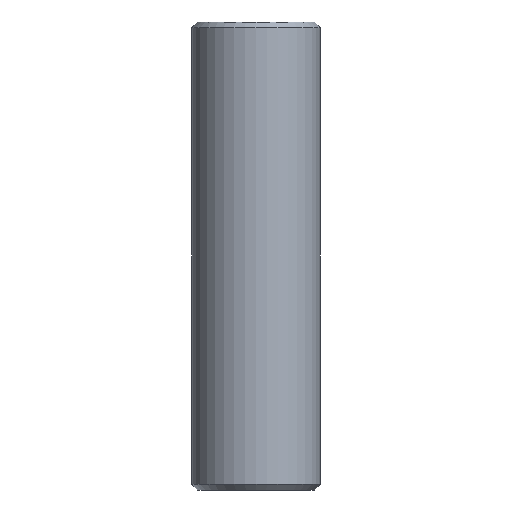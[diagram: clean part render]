
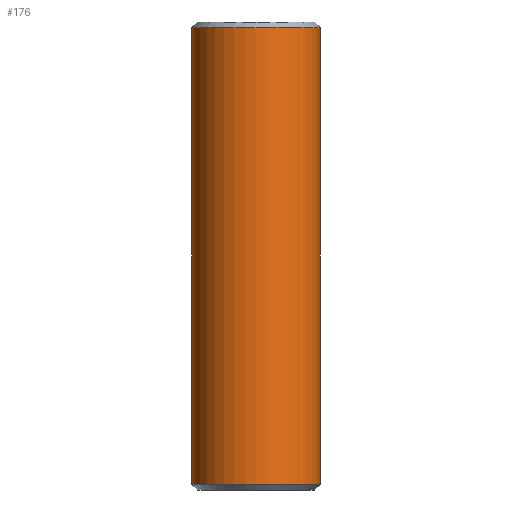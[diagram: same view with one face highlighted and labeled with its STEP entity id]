
A CAD part, front view. The second image highlights one B-rep face of the part: STEP entity #176.
In plain terms, the highlighted cylindrical face has radius 5.5 mm (diameter 11 mm), a partial arc.
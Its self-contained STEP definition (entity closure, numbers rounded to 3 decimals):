
#17 = EDGE_CURVE ( 'NONE', #339, #342, #102, .T. ) ;
#21 = EDGE_CURVE ( 'NONE', #339, #340, #112, .T. ) ;
#23 = AXIS2_PLACEMENT_3D ( 'NONE', #199, #200, #201 ) ;
#24 = AXIS2_PLACEMENT_3D ( 'NONE', #202, #276, #277 ) ;
#27 = EDGE_CURVE ( 'NONE', #340, #341, #111, .T. ) ;
#28 = EDGE_CURVE ( 'NONE', #341, #342, #114, .T. ) ;
#58 = ORIENTED_EDGE ( 'NONE', *, *, #17, .F. ) ;
#61 = ORIENTED_EDGE ( 'NONE', *, *, #21, .T. ) ;
#62 = ORIENTED_EDGE ( 'NONE', *, *, #27, .T. ) ;
#63 = ORIENTED_EDGE ( 'NONE', *, *, #28, .T. ) ;
#79 = EDGE_LOOP ( 'NONE', ( #58, #61, #62, #63 ) ) ;
#102 = LINE ( 'NONE', #189, #105 ) ;
#105 = VECTOR ( 'NONE', #191, 1000. ) ;
#109 = VECTOR ( 'NONE', #274, 1000. ) ;
#111 = LINE ( 'NONE', #196, #109 ) ;
#112 = CIRCLE ( 'NONE', #23, 5.5 ) ;
#114 = CIRCLE ( 'NONE', #24, 5.5 ) ;
#121 = FACE_OUTER_BOUND ( 'NONE', #79, .T. ) ;
#125 = CYLINDRICAL_SURFACE ( 'NONE', #271, 5.5 ) ;
#176 = ADVANCED_FACE ( 'NONE', ( #121 ), #125, .T. ) ;
#189 = CARTESIAN_POINT ( 'NONE',  ( 5.5, 0., 40. ) ) ;
#191 = DIRECTION ( 'NONE',  ( 0., 0., -1. ) ) ;
#196 = CARTESIAN_POINT ( 'NONE',  ( -5.5, 0., 40. ) ) ;
#199 = CARTESIAN_POINT ( 'NONE',  ( 0., 0., 39.5 ) ) ;
#200 = DIRECTION ( 'NONE',  ( 0., 0., -1. ) ) ;
#201 = DIRECTION ( 'NONE',  ( 1., 0., 0. ) ) ;
#202 = CARTESIAN_POINT ( 'NONE',  ( 0., 0., 0.5 ) ) ;
#212 = CARTESIAN_POINT ( 'NONE',  ( -5.5, 0., 0.5 ) ) ;
#217 = CARTESIAN_POINT ( 'NONE',  ( 5.5, 0., 39.5 ) ) ;
#218 = CARTESIAN_POINT ( 'NONE',  ( -5.5, 0., 39.5 ) ) ;
#219 = CARTESIAN_POINT ( 'NONE',  ( 5.5, 0., 0.5 ) ) ;
#271 = AXIS2_PLACEMENT_3D ( 'NONE', #294, #293, #296 ) ;
#274 = DIRECTION ( 'NONE',  ( 0., 0., -1. ) ) ;
#276 = DIRECTION ( 'NONE',  ( 0., 0., 1. ) ) ;
#277 = DIRECTION ( 'NONE',  ( 1., 0., 0. ) ) ;
#293 = DIRECTION ( 'NONE',  ( 0., 0., -1. ) ) ;
#294 = CARTESIAN_POINT ( 'NONE',  ( 0., 0., 40. ) ) ;
#296 = DIRECTION ( 'NONE',  ( -1., 0., 0. ) ) ;
#339 = VERTEX_POINT ( 'NONE', #217 ) ;
#340 = VERTEX_POINT ( 'NONE', #218 ) ;
#341 = VERTEX_POINT ( 'NONE', #212 ) ;
#342 = VERTEX_POINT ( 'NONE', #219 ) ;
